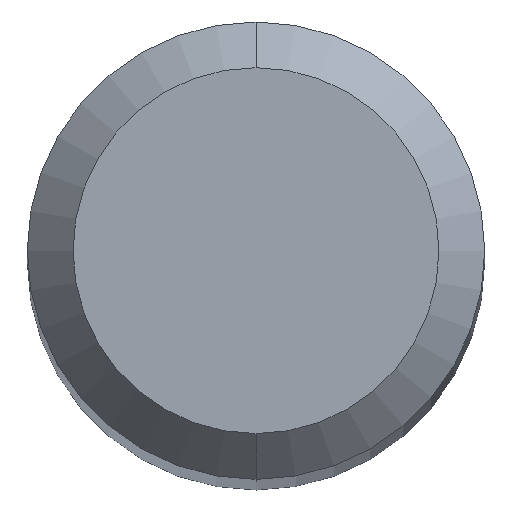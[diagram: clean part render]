
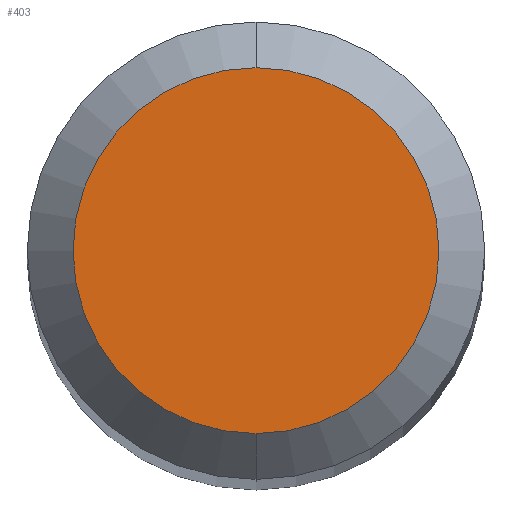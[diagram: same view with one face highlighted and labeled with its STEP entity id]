
A CAD part, top view. The second image highlights one B-rep face of the part: STEP entity #403.
In plain terms, the highlighted planar face has unit normal (0, 0, 1).
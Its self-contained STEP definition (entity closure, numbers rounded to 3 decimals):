
#205=VERTEX_POINT('',#498);
#249=EDGE_CURVE('',#431,#205,#546,.T.);
#361=EDGE_CURVE('',#205,#431,#672,.T.);
#403=ADVANCED_FACE('',(#717),#718,.T.);
#431=VERTEX_POINT('',#749);
#498=CARTESIAN_POINT('',(0.0,1.2,0.0));
#546=CIRCLE('',#952,1.2);
#672=CIRCLE('',#1182,1.2);
#717=FACE_OUTER_BOUND('',#1269,.T.);
#718=PLANE('',#1270);
#749=CARTESIAN_POINT('',(0.,-1.2,0.0));
#952=AXIS2_PLACEMENT_3D('',#1452,#1453,#1454);
#1182=AXIS2_PLACEMENT_3D('',#1609,#1610,#1611);
#1269=EDGE_LOOP('',(#1660,#1661));
#1270=AXIS2_PLACEMENT_3D('',#1662,#1663,#1664);
#1452=CARTESIAN_POINT('',(0.0,0.0,0.0));
#1453=DIRECTION('',(0.0,0.0,-1.0));
#1454=DIRECTION('',(0.0,1.0,0.0));
#1609=CARTESIAN_POINT('',(0.0,0.0,0.0));
#1610=DIRECTION('',(0.0,0.0,-1.0));
#1611=DIRECTION('',(0.0,1.0,0.0));
#1660=ORIENTED_EDGE('',*,*,#361,.F.);
#1661=ORIENTED_EDGE('',*,*,#249,.F.);
#1662=CARTESIAN_POINT('',(0.0,0.6,0.0));
#1663=DIRECTION('',(-0.0,0.0,1.0));
#1664=DIRECTION('',(0.0,-1.0,0.0));
